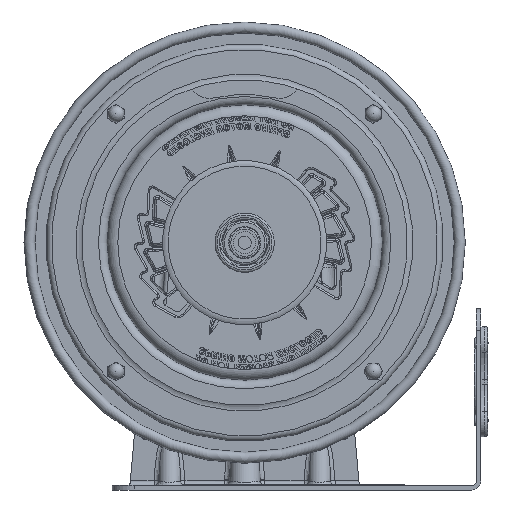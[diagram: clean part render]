
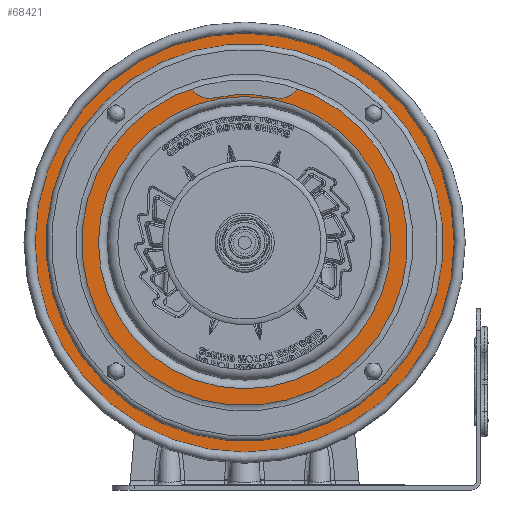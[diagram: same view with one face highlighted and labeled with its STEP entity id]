
A CAD part, left-side view. The second image highlights one B-rep face of the part: STEP entity #68421.
In plain terms, the highlighted planar face has unit normal (-1, 0, 0).
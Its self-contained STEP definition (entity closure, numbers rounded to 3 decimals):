
#3824=FACE_BOUND('',#9224,.T.);
#3825=FACE_BOUND('',#9225,.T.);
#3826=FACE_BOUND('',#9226,.T.);
#3827=FACE_BOUND('',#9227,.T.);
#3828=FACE_BOUND('',#9228,.T.);
#3829=FACE_BOUND('',#9229,.T.);
#3830=FACE_BOUND('',#9230,.T.);
#3831=FACE_BOUND('',#9231,.T.);
#4261=PLANE('',#71857);
#6024=FACE_OUTER_BOUND('',#9223,.T.);
#9223=EDGE_LOOP('',(#46538));
#9224=EDGE_LOOP('',(#46539));
#9225=EDGE_LOOP('',(#46540));
#9226=EDGE_LOOP('',(#46541));
#9227=EDGE_LOOP('',(#46542,#46543,#46544,#46545));
#9228=EDGE_LOOP('',(#46546));
#9229=EDGE_LOOP('',(#46547));
#9230=EDGE_LOOP('',(#46548));
#9231=EDGE_LOOP('',(#46549));
#26402=CIRCLE('',#71858,4.875);
#26403=CIRCLE('',#71859,3.313);
#26404=CIRCLE('',#71860,0.103);
#26405=CIRCLE('',#71861,0.103);
#26406=CIRCLE('',#71862,4.314);
#26407=CIRCLE('',#71863,0.48);
#26408=CIRCLE('',#71864,3.354);
#26409=CIRCLE('',#71865,0.48);
#26410=CIRCLE('',#71866,0.103);
#26411=CIRCLE('',#71867,0.103);
#26412=CIRCLE('',#71868,0.111);
#26413=CIRCLE('',#71869,0.111);
#27860=VERTEX_POINT('',#90129);
#27861=VERTEX_POINT('',#90131);
#27862=VERTEX_POINT('',#90133);
#27863=VERTEX_POINT('',#90135);
#27864=VERTEX_POINT('',#90137);
#27865=VERTEX_POINT('',#90138);
#27866=VERTEX_POINT('',#90140);
#27867=VERTEX_POINT('',#90142);
#27868=VERTEX_POINT('',#90145);
#27869=VERTEX_POINT('',#90147);
#27870=VERTEX_POINT('',#90149);
#27871=VERTEX_POINT('',#90151);
#35550=EDGE_CURVE('',#27860,#27860,#26402,.T.);
#35551=EDGE_CURVE('',#27861,#27861,#26403,.T.);
#35552=EDGE_CURVE('',#27862,#27862,#26404,.T.);
#35553=EDGE_CURVE('',#27863,#27863,#26405,.T.);
#35554=EDGE_CURVE('',#27864,#27865,#26406,.T.);
#35555=EDGE_CURVE('',#27865,#27866,#26407,.T.);
#35556=EDGE_CURVE('',#27866,#27867,#26408,.T.);
#35557=EDGE_CURVE('',#27867,#27864,#26409,.T.);
#35558=EDGE_CURVE('',#27868,#27868,#26410,.T.);
#35559=EDGE_CURVE('',#27869,#27869,#26411,.T.);
#35560=EDGE_CURVE('',#27870,#27870,#26412,.T.);
#35561=EDGE_CURVE('',#27871,#27871,#26413,.T.);
#46538=ORIENTED_EDGE('',*,*,#35550,.F.);
#46539=ORIENTED_EDGE('',*,*,#35551,.T.);
#46540=ORIENTED_EDGE('',*,*,#35552,.T.);
#46541=ORIENTED_EDGE('',*,*,#35553,.T.);
#46542=ORIENTED_EDGE('',*,*,#35554,.T.);
#46543=ORIENTED_EDGE('',*,*,#35555,.T.);
#46544=ORIENTED_EDGE('',*,*,#35556,.T.);
#46545=ORIENTED_EDGE('',*,*,#35557,.T.);
#46546=ORIENTED_EDGE('',*,*,#35558,.T.);
#46547=ORIENTED_EDGE('',*,*,#35559,.T.);
#46548=ORIENTED_EDGE('',*,*,#35560,.T.);
#46549=ORIENTED_EDGE('',*,*,#35561,.T.);
#68421=ADVANCED_FACE('',(#6024,#3824,#3825,#3826,#3827,#3828,#3829,#3830,
#3831),#4261,.T.);
#71857=AXIS2_PLACEMENT_3D('',#90128,#75726,#75727);
#71858=AXIS2_PLACEMENT_3D('',#90130,#75728,#75729);
#71859=AXIS2_PLACEMENT_3D('',#90132,#75730,#75731);
#71860=AXIS2_PLACEMENT_3D('',#90134,#75732,#75733);
#71861=AXIS2_PLACEMENT_3D('',#90136,#75734,#75735);
#71862=AXIS2_PLACEMENT_3D('',#90139,#75736,#75737);
#71863=AXIS2_PLACEMENT_3D('',#90141,#75738,#75739);
#71864=AXIS2_PLACEMENT_3D('',#90143,#75740,#75741);
#71865=AXIS2_PLACEMENT_3D('',#90144,#75742,#75743);
#71866=AXIS2_PLACEMENT_3D('',#90146,#75744,#75745);
#71867=AXIS2_PLACEMENT_3D('',#90148,#75746,#75747);
#71868=AXIS2_PLACEMENT_3D('',#90150,#75748,#75749);
#71869=AXIS2_PLACEMENT_3D('',#90152,#75750,#75751);
#75726=DIRECTION('center_axis',(-1.,0.,0.));
#75727=DIRECTION('ref_axis',(0.,0.,
-1.));
#75728=DIRECTION('center_axis',(1.,0.,0.));
#75729=DIRECTION('ref_axis',(0.,-1.,0.));
#75730=DIRECTION('center_axis',(1.,0.,0.));
#75731=DIRECTION('ref_axis',(0.,-1.,0.));
#75732=DIRECTION('center_axis',(1.,0.,0.));
#75733=DIRECTION('ref_axis',(0.,-1.,0.));
#75734=DIRECTION('center_axis',(1.,0.,0.));
#75735=DIRECTION('ref_axis',(0.,-1.,0.));
#75736=DIRECTION('center_axis',(1.,0.,0.));
#75737=DIRECTION('ref_axis',(0.,-0.209,0.978));
#75738=DIRECTION('center_axis',(1.,0.,0.));
#75739=DIRECTION('ref_axis',(0.,0.209,-0.978));
#75740=DIRECTION('center_axis',(-1.,0.,0.));
#75741=DIRECTION('ref_axis',(0.,0.209,-0.978));
#75742=DIRECTION('center_axis',(1.,0.,0.));
#75743=DIRECTION('ref_axis',(0.,0.209,0.978));
#75744=DIRECTION('center_axis',(1.,0.,0.));
#75745=DIRECTION('ref_axis',(0.,1.,0.));
#75746=DIRECTION('center_axis',(1.,0.,0.));
#75747=DIRECTION('ref_axis',(0.,1.,0.));
#75748=DIRECTION('center_axis',(1.,0.,0.));
#75749=DIRECTION('ref_axis',(0.,-1.,0.));
#75750=DIRECTION('center_axis',(1.,0.,0.));
#75751=DIRECTION('ref_axis',(0.,-1.,0.));
#90128=CARTESIAN_POINT('Origin',(-0.894,-2.969,5.605));
#90129=CARTESIAN_POINT('',(-0.894,-3.75,5.605));
#90130=CARTESIAN_POINT('Origin',(-0.894,1.125,5.605));
#90131=CARTESIAN_POINT('',(-0.894,-2.187,5.605));
#90132=CARTESIAN_POINT('Origin',(-0.894,1.125,5.605));
#90133=CARTESIAN_POINT('',(-0.894,3.939,2.688));
#90134=CARTESIAN_POINT('Origin',(-0.894,4.042,2.688));
#90135=CARTESIAN_POINT('',(-0.894,3.939,8.521));
#90136=CARTESIAN_POINT('Origin',(-0.894,4.042,8.521));
#90137=CARTESIAN_POINT('',(-0.894,2.025,9.824));
#90138=CARTESIAN_POINT('',(-0.894,0.225,9.824));
#90139=CARTESIAN_POINT('Origin',(-0.894,1.125,5.605));
#90140=CARTESIAN_POINT('',(-0.894,0.425,8.885));
#90141=CARTESIAN_POINT('Origin',(-0.894,0.325,9.355));
#90142=CARTESIAN_POINT('',(-0.894,1.825,8.885));
#90143=CARTESIAN_POINT('Origin',(-0.894,1.125,5.605));
#90144=CARTESIAN_POINT('Origin',(-0.894,1.925,9.355));
#90145=CARTESIAN_POINT('',(-0.894,-1.689,8.521));
#90146=CARTESIAN_POINT('Origin',(-0.894,-1.792,8.521));
#90147=CARTESIAN_POINT('',(-0.894,-1.689,2.688));
#90148=CARTESIAN_POINT('Origin',(-0.894,-1.792,2.688));
#90149=CARTESIAN_POINT('',(-0.894,3.295,9.042));
#90150=CARTESIAN_POINT('Origin',(-0.894,3.405,9.042));
#90151=CARTESIAN_POINT('',(-0.894,-1.265,9.042));
#90152=CARTESIAN_POINT('Origin',(-0.894,-1.155,9.042));
